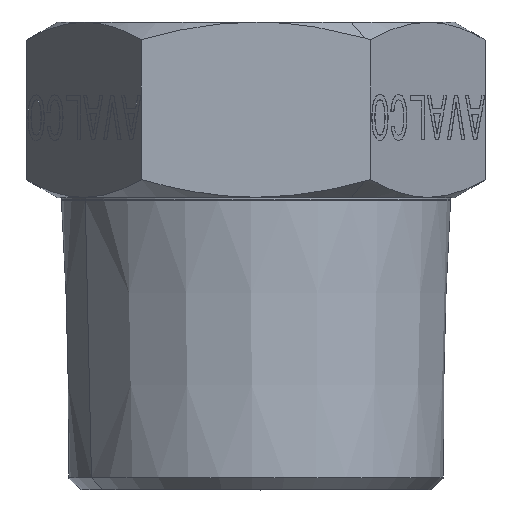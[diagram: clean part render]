
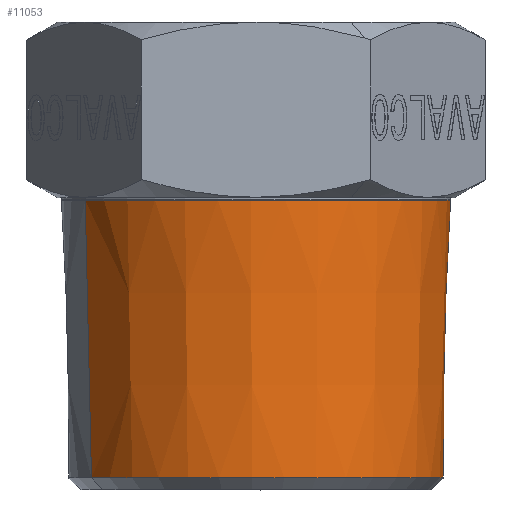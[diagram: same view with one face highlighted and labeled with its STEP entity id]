
A CAD part, top view. The second image highlights one B-rep face of the part: STEP entity #11053.
In plain terms, the highlighted conical face has half-angle 1.47 degrees and reference radius 8.01 mm.
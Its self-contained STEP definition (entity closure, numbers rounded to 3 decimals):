
#1199=CARTESIAN_POINT('Axis2P3D Location',(0.,-12.5,0.)) ;
#1294=CARTESIAN_POINT('Vertex',(7.308,-0.12,-3.993)) ;
#1296=CARTESIAN_POINT('Vertex',(-7.308,-0.12,3.993)) ;
#1299=CARTESIAN_POINT('Axis2P3D Location',(0.,-0.12,0.)) ;
#11016=CARTESIAN_POINT('Line Origine',(-7.17,-6.25,3.917)) ;
#11020=CARTESIAN_POINT('Vertex',(-7.041,-12.,3.846)) ;
#11023=CARTESIAN_POINT('Line Origine',(7.17,-6.25,-3.917)) ;
#11027=CARTESIAN_POINT('Vertex',(7.041,-12.,-3.846)) ;
#11042=CARTESIAN_POINT('Axis2P3D Location',(0.,-12.,0.)) ;
#1200=DIRECTION('Axis2P3D Direction',(0.,1.,0.)) ;
#1201=DIRECTION('Axis2P3D XDirection',(-0.878,0.,0.479)) ;
#1300=DIRECTION('Axis2P3D Direction',(0.,1.,0.)) ;
#11017=DIRECTION('Vector Direction',(-0.023,1.,0.012)) ;
#11024=DIRECTION('Vector Direction',(0.023,1.,-0.012)) ;
#11043=DIRECTION('Axis2P3D Direction',(0.,1.,0.)) ;
#1202=AXIS2_PLACEMENT_3D('Cone Axis2P3D',#1199,#1200,#1201) ;
#1301=AXIS2_PLACEMENT_3D('Circle Axis2P3D',#1299,#1300,$) ;
#11044=AXIS2_PLACEMENT_3D('Circle Axis2P3D',#11042,#11043,$) ;
#11048=ORIENTED_EDGE('',*,*,#11029,.T.) ;
#11049=ORIENTED_EDGE('',*,*,#1303,.F.) ;
#11050=ORIENTED_EDGE('',*,*,#11022,.F.) ;
#11051=ORIENTED_EDGE('',*,*,#11046,.T.) ;
#11018=VECTOR('Line Direction',#11017,1.) ;
#11025=VECTOR('Line Direction',#11024,1.) ;
#11053=ADVANCED_FACE('Corps principal',(#11052),#1203,.T.) ;
#1302=CIRCLE('generated circle',#1301,8.328) ;
#11045=CIRCLE('generated circle',#11044,8.023) ;
#1203=CONICAL_SURFACE('Cone',#1202,8.01,0.026) ;
#1303=EDGE_CURVE('',#1297,#1295,#1302,.T.) ;
#11022=EDGE_CURVE('',#11021,#1297,#11019,.T.) ;
#11029=EDGE_CURVE('',#11028,#1295,#11026,.T.) ;
#11046=EDGE_CURVE('',#11021,#11028,#11045,.T.) ;
#11047=EDGE_LOOP('',(#11048,#11049,#11050,#11051)) ;
#11052=FACE_OUTER_BOUND('',#11047,.T.) ;
#11019=LINE('Line',#11016,#11018) ;
#11026=LINE('Line',#11023,#11025) ;
#1295=VERTEX_POINT('',#1294) ;
#1297=VERTEX_POINT('',#1296) ;
#11021=VERTEX_POINT('',#11020) ;
#11028=VERTEX_POINT('',#11027) ;
